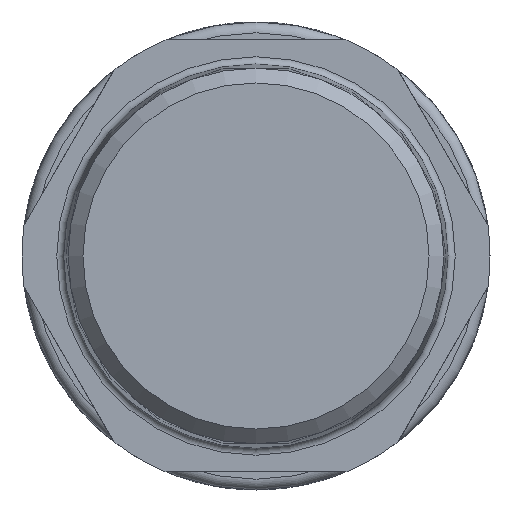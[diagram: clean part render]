
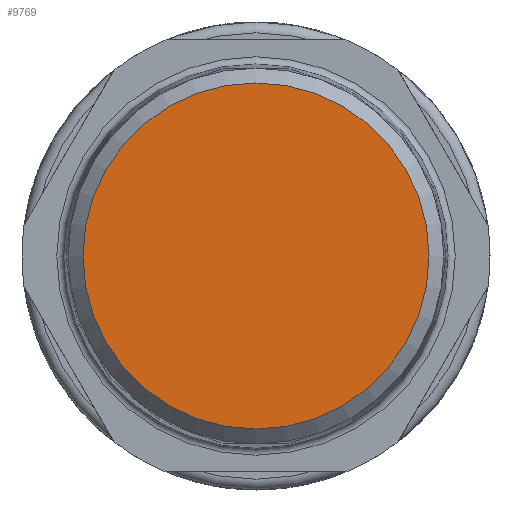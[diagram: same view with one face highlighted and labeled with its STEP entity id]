
A CAD part, left-side view. The second image highlights one B-rep face of the part: STEP entity #9769.
In plain terms, the highlighted planar face has unit normal (-1, 0, 0).
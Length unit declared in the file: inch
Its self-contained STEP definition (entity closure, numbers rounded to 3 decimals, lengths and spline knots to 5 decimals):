
#1238=PLANE('',#10898);
#1750=FACE_OUTER_BOUND('',#2284,.T.);
#2284=EDGE_LOOP('',(#8429));
#2884=CIRCLE('',#10899,0.47309);
#4167=VERTEX_POINT('',#20359);
#5597=EDGE_CURVE('',#4167,#4167,#2884,.T.);
#8429=ORIENTED_EDGE('',*,*,#5597,.F.);
#9769=ADVANCED_FACE('',(#1750),#1238,.T.);
#10898=AXIS2_PLACEMENT_3D('',#20358,#13440,#13441);
#10899=AXIS2_PLACEMENT_3D('',#20360,#13442,#13443);
#13440=DIRECTION('center_axis',(-1.,0.,0.));
#13441=DIRECTION('ref_axis',(0.,0.,
-1.));
#13442=DIRECTION('center_axis',(1.,0.,0.));
#13443=DIRECTION('ref_axis',(0.,1.,0.));
#20358=CARTESIAN_POINT('Origin',(-2.01496,-0.51246,0.));
#20359=CARTESIAN_POINT('',(-2.01496,-0.47309,0.));
#20360=CARTESIAN_POINT('Origin',(-2.01496,0.,
0.));
